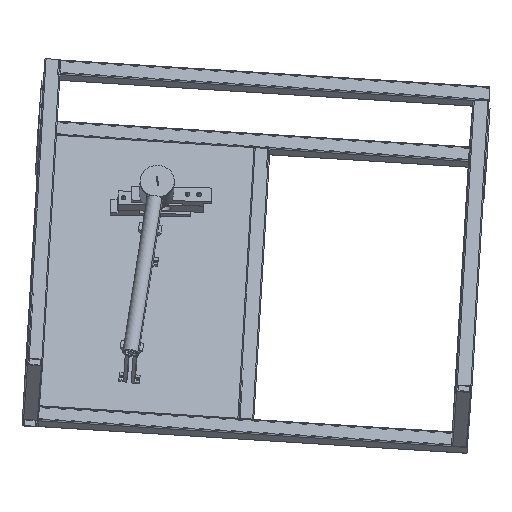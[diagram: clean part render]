
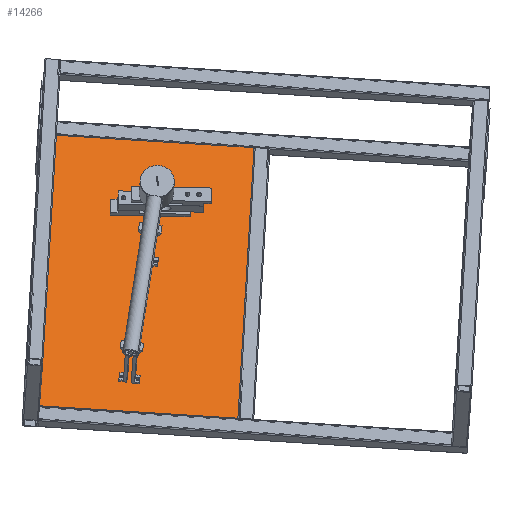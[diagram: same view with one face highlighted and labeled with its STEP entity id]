
A CAD part, top view. The second image highlights one B-rep face of the part: STEP entity #14266.
In plain terms, the highlighted face is planar.
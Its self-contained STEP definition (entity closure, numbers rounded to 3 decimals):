
#350 = VECTOR ( 'NONE', #6266, 1000. ) ;
#737 = ORIENTED_EDGE ( 'NONE', *, *, #3278, .T. ) ;
#1225 = CARTESIAN_POINT ( 'NONE',  ( -87.25, -130.5, 14. ) ) ;
#1549 = AXIS2_PLACEMENT_3D ( 'NONE', #4101, #7994, #13295 ) ;
#2141 = EDGE_CURVE ( 'NONE', #14380, #4196, #6955, .T. ) ;
#2187 = LINE ( 'NONE', #3510, #350 ) ;
#2620 = VECTOR ( 'NONE', #6993, 1000. ) ;
#2708 = PLANE ( 'NONE',  #1549 ) ;
#3142 = VECTOR ( 'NONE', #17025, 1000. ) ;
#3278 = EDGE_CURVE ( 'NONE', #5763, #9698, #2187, .T. ) ;
#3433 = EDGE_CURVE ( 'NONE', #9698, #14380, #11725, .T. ) ;
#3510 = CARTESIAN_POINT ( 'NONE',  ( -87.25, 130.5, 14. ) ) ;
#3849 = FACE_OUTER_BOUND ( 'NONE', #8130, .T. ) ;
#4101 = CARTESIAN_POINT ( 'NONE',  ( 0., 0., 14. ) ) ;
#4196 = VERTEX_POINT ( 'NONE', #13912 ) ;
#4405 = CARTESIAN_POINT ( 'NONE',  ( -87.25, 130.5, 14. ) ) ;
#4698 = ORIENTED_EDGE ( 'NONE', *, *, #10310, .T. ) ;
#5763 = VERTEX_POINT ( 'NONE', #8754 ) ;
#6266 = DIRECTION ( 'NONE',  ( 0., -1., 0. ) ) ;
#6955 = LINE ( 'NONE', #10165, #10034 ) ;
#6993 = DIRECTION ( 'NONE',  ( -1., 0., 0. ) ) ;
#7994 = DIRECTION ( 'NONE',  ( 0., 0., 1. ) ) ;
#8130 = EDGE_LOOP ( 'NONE', ( #12361, #4698, #737, #9830 ) ) ;
#8754 = CARTESIAN_POINT ( 'NONE',  ( -87.25, 130.5, 14. ) ) ;
#9698 = VERTEX_POINT ( 'NONE', #1225 ) ;
#9830 = ORIENTED_EDGE ( 'NONE', *, *, #3433, .T. ) ;
#10034 = VECTOR ( 'NONE', #14072, 1000. ) ;
#10060 = CARTESIAN_POINT ( 'NONE',  ( 87.25, -130.5, 14. ) ) ;
#10165 = CARTESIAN_POINT ( 'NONE',  ( 87.25, 130.5, 14. ) ) ;
#10310 = EDGE_CURVE ( 'NONE', #4196, #5763, #12051, .T. ) ;
#11725 = LINE ( 'NONE', #15640, #3142 ) ;
#12051 = LINE ( 'NONE', #4405, #2620 ) ;
#12361 = ORIENTED_EDGE ( 'NONE', *, *, #2141, .T. ) ;
#13295 = DIRECTION ( 'NONE',  ( 1., 0., 0. ) ) ;
#13912 = CARTESIAN_POINT ( 'NONE',  ( 87.25, 130.5, 14. ) ) ;
#14072 = DIRECTION ( 'NONE',  ( 0., 1., 0. ) ) ;
#14266 = ADVANCED_FACE ( 'NONE', ( #3849 ), #2708, .T. ) ;
#14380 = VERTEX_POINT ( 'NONE', #10060 ) ;
#15640 = CARTESIAN_POINT ( 'NONE',  ( -87.25, -130.5, 14. ) ) ;
#17025 = DIRECTION ( 'NONE',  ( 1., 0., 0. ) ) ;
